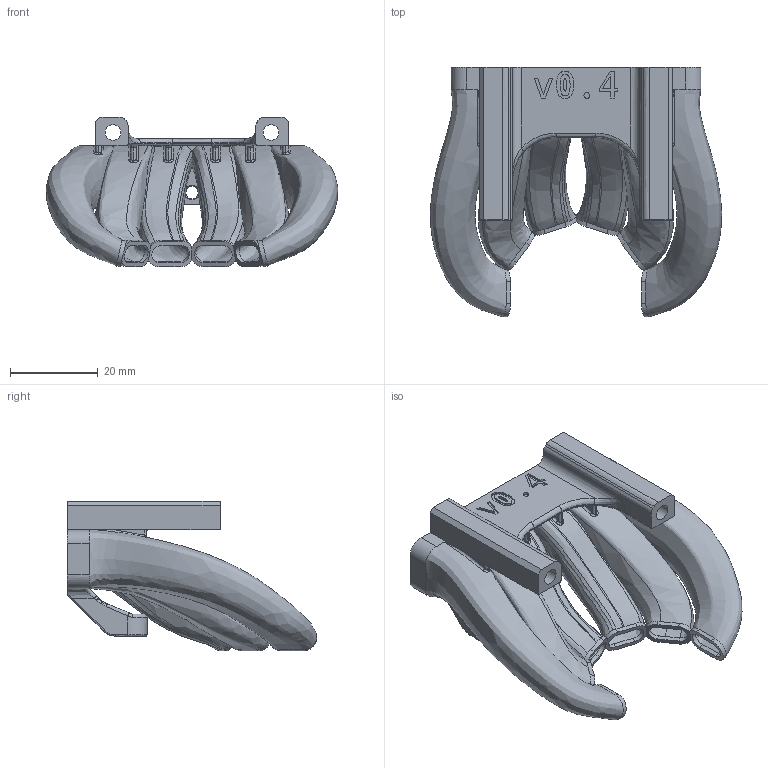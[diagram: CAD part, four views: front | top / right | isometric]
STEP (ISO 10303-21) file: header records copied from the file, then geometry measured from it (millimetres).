
FILE_DESCRIPTION(/* description */ (''),/* implementation_level */ '2;1');
FILE_NAME(/* name */ 'kraken_uhf_beacon.step',/* time_stamp */ '2024-01-05T04:05:58-06:00',/* author */ (''),/* organization */ (''),/* preprocessor_version */ 'ST-DEVELOPER v20',/* originating_system */ 'Autodesk Translation Framework v12.14.0.127',/* authorisation */ '');
FILE_SCHEMA (('AUTOMOTIVE_DESIGN { 1 0 10303 214 3 1 1 }'));
Length unit declared in the file: millimetre
Products named in the file (4): Beacon; Kraken UHF; Hardware; PN596
Assembly tree (5 placements, depth 3):
  Beacon
    Kraken UHF
    Hardware
      PN596  x3
Bounding box: 66.4 x 56.8 x 34.15 mm (x, y, z)
Volume: 14883 mm3; surface area: 22604.4 mm2
Topology: 4 solids, 4 shells, 855 faces, 2417 edges, 1579 vertices
Faces by surface type: bspline 435, cylinder 209, plane 177, torus 24, cone 10
Full cylindrical faces by diameter (mm): 2.9 x3, 3.3 x3, 3.6 x2, 4.2 x3, 4.25 x3, 4.6 x3, 4.7 x3
Entity records: 37923 total; most frequent: CARTESIAN_POINT 23392, ORIENTED_EDGE 3510, DIRECTION 2274, EDGE_CURVE 1755, VERTEX_POINT 1139, AXIS2_PLACEMENT_3D 837, B_SPLINE_CURVE_WITH_KNOTS 669, EDGE_LOOP 656
